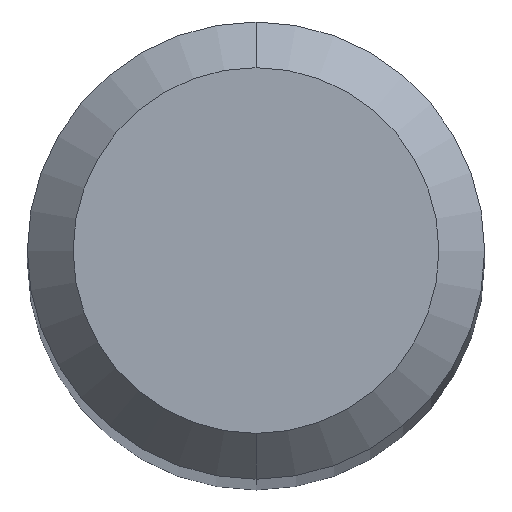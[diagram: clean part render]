
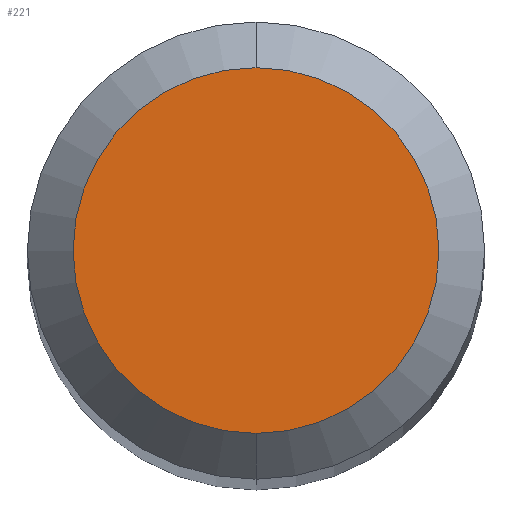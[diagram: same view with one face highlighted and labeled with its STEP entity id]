
A CAD part, top view. The second image highlights one B-rep face of the part: STEP entity #221.
In plain terms, the highlighted planar face has unit normal (0, 0, 1).
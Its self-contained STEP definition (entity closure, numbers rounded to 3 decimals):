
#189=EDGE_CURVE('',#421,#359,#482,.T.);
#221=ADVANCED_FACE('',(#517),#518,.T.);
#229=EDGE_CURVE('',#359,#421,#528,.T.);
#359=VERTEX_POINT('',#672);
#421=VERTEX_POINT('',#739);
#482=CIRCLE('',#798,1.2);
#517=FACE_OUTER_BOUND('',#880,.T.);
#518=PLANE('',#881);
#528=CIRCLE('',#894,1.2);
#672=CARTESIAN_POINT('',(0.0,1.2,0.0));
#739=CARTESIAN_POINT('',(0.,-1.2,0.0));
#798=AXIS2_PLACEMENT_3D('',#1397,#1398,#1399);
#880=EDGE_LOOP('',(#1439,#1440));
#881=AXIS2_PLACEMENT_3D('',#1441,#1442,#1443);
#894=AXIS2_PLACEMENT_3D('',#1461,#1462,#1463);
#1397=CARTESIAN_POINT('',(0.0,0.0,0.0));
#1398=DIRECTION('',(0.0,0.0,-1.0));
#1399=DIRECTION('',(0.0,1.0,0.0));
#1439=ORIENTED_EDGE('',*,*,#229,.F.);
#1440=ORIENTED_EDGE('',*,*,#189,.F.);
#1441=CARTESIAN_POINT('',(0.0,0.6,0.0));
#1442=DIRECTION('',(-0.0,0.0,1.0));
#1443=DIRECTION('',(0.0,-1.0,0.0));
#1461=CARTESIAN_POINT('',(0.0,0.0,0.0));
#1462=DIRECTION('',(0.0,0.0,-1.0));
#1463=DIRECTION('',(0.0,1.0,0.0));
